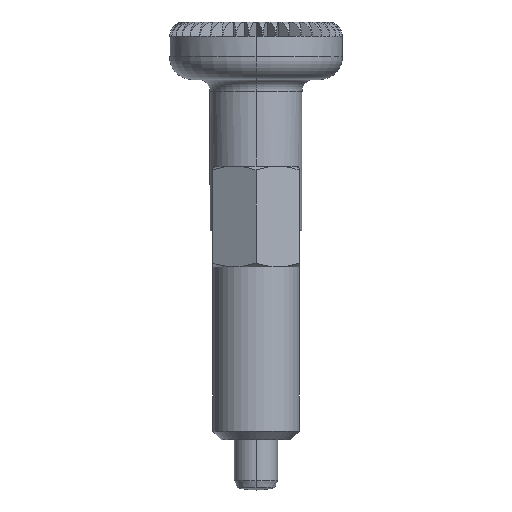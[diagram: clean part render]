
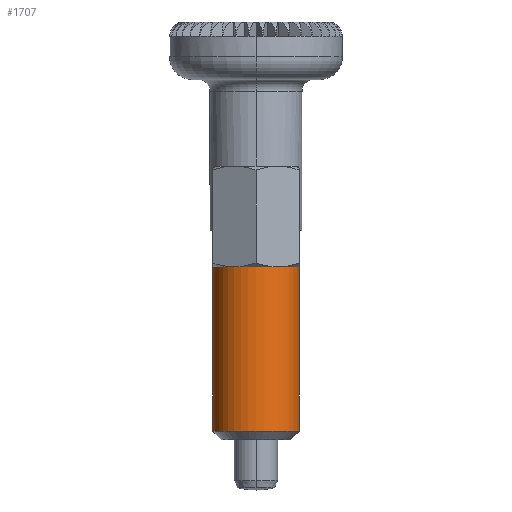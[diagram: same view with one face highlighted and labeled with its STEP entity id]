
A CAD part, left-side view. The second image highlights one B-rep face of the part: STEP entity #1707.
In plain terms, the highlighted cylindrical face has radius 3 mm (diameter 6 mm), a partial arc.
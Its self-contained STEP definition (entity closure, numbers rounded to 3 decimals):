
#993=VERTEX_POINT('',#2819);
#1007=VERTEX_POINT('',#2835);
#1033=EDGE_CURVE('',#1007,#1183,#2864,.T.);
#1183=VERTEX_POINT('',#3033);
#1331=VERTEX_POINT('',#3197);
#1631=VERTEX_POINT('',#3526);
#1707=ADVANCED_FACE('',(#3608),#3609,.T.);
#2027=EDGE_CURVE('',#1331,#993,#3972,.T.);
#2117=EDGE_CURVE('',#1331,#1183,#4076,.T.);
#2147=EDGE_CURVE('',#1631,#2699,#4111,.T.);
#2189=EDGE_CURVE('',#993,#1631,#4160,.T.);
#2209=EDGE_CURVE('',#2699,#1007,#4184,.T.);
#2699=VERTEX_POINT('',#4733);
#2819=CARTESIAN_POINT('',(0.,-3.0,0.));
#2835=CARTESIAN_POINT('',(0.0,3.0,0.0));
#2864=LINE('',#4972,#4973);
#3033=CARTESIAN_POINT('',(0.0,3.0,-11.387));
#3197=CARTESIAN_POINT('',(0.,-3.,-11.387));
#3526=CARTESIAN_POINT('',(-2.598,-1.5,0.));
#3608=FACE_OUTER_BOUND('',#6338,.T.);
#3609=CYLINDRICAL_SURFACE('',#6339,3.0);
#3972=LINE('',#6954,#6955);
#4076=CIRCLE('',#7116,3.0);
#4111=CIRCLE('',#7194,3.0);
#4160=CIRCLE('',#7285,3.0);
#4184=CIRCLE('',#7313,3.0);
#4733=CARTESIAN_POINT('',(-2.598,1.5,0.));
#4972=CARTESIAN_POINT('',(0.,3.0,-5.693));
#4973=VECTOR('',#8555,1.0);
#6338=EDGE_LOOP('',(#9358,#9359,#9360,#9361,#9362,#9363));
#6339=AXIS2_PLACEMENT_3D('',#9364,#9365,#9366);
#6954=CARTESIAN_POINT('',(0.,-3.0,-5.693));
#6955=VECTOR('',#9825,1.0);
#7116=AXIS2_PLACEMENT_3D('',#10003,#10004,#10005);
#7194=AXIS2_PLACEMENT_3D('',#10048,#10049,#10050);
#7285=AXIS2_PLACEMENT_3D('',#10118,#10119,#10120);
#7313=AXIS2_PLACEMENT_3D('',#10164,#10165,#10166);
#8555=DIRECTION('',(0.0,0.,-1.0));
#9358=ORIENTED_EDGE('',*,*,#1033,.T.);
#9359=ORIENTED_EDGE('',*,*,#2117,.F.);
#9360=ORIENTED_EDGE('',*,*,#2027,.T.);
#9361=ORIENTED_EDGE('',*,*,#2189,.T.);
#9362=ORIENTED_EDGE('',*,*,#2147,.T.);
#9363=ORIENTED_EDGE('',*,*,#2209,.T.);
#9364=CARTESIAN_POINT('',(0.0,0.,-5.693));
#9365=DIRECTION('',(-0.0,0.,1.0));
#9366=DIRECTION('',(0.0,1.0,0.));
#9825=DIRECTION('',(-0.0,0.,1.0));
#10003=CARTESIAN_POINT('',(0.0,0.,-11.387));
#10004=DIRECTION('',(0.0,0.,-1.0));
#10005=DIRECTION('',(0.0,1.0,0.));
#10048=CARTESIAN_POINT('',(0.0,0.,0.));
#10049=DIRECTION('',(0.0,0.,-1.0));
#10050=DIRECTION('',(0.0,1.0,0.));
#10118=CARTESIAN_POINT('',(0.0,0.,0.));
#10119=DIRECTION('',(0.0,0.,-1.0));
#10120=DIRECTION('',(0.0,1.0,0.));
#10164=CARTESIAN_POINT('',(0.0,0.,0.));
#10165=DIRECTION('',(0.0,0.,-1.0));
#10166=DIRECTION('',(0.0,1.0,0.));
